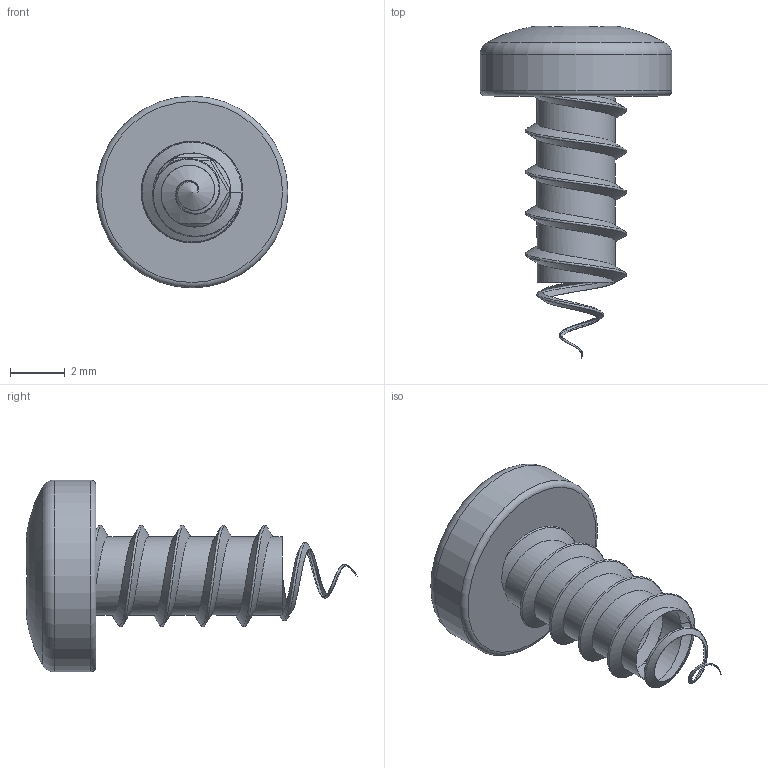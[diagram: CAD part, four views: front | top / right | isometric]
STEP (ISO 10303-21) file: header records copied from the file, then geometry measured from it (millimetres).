
FILE_DESCRIPTION (( 'STEP AP203' ), '1' );
FILE_NAME ('58398-240-10.STEP', '2021-08-23T08:12:13', ( '' ), ( '' ), 'SwSTEP 2.0', 'SolidWorks 2018', '' );
FILE_SCHEMA (( 'CONFIG_CONTROL_DESIGN' ));
Length unit declared in the file: millimetre
Products named in the file (2): 58398-240-10
Bounding box: 7 x 12.11 x 7 mm (x, y, z)
Volume: 128.1 mm3; surface area: 223 mm2
Topology: 1 solids, 1 shells, 101 faces, 256 edges, 160 vertices
Faces by surface type: bspline 57, cylinder 20, plane 13, torus 9, cone 2
Full cylindrical faces by diameter (mm): 7 x1
Entity records: 6137 total; most frequent: CARTESIAN_POINT 4127, ORIENTED_EDGE 490, EDGE_CURVE 245, DIRECTION 228, B_SPLINE_CURVE_WITH_KNOTS 162, VERTEX_POINT 151, EDGE_LOOP 106, FACE_OUTER_BOUND 105
